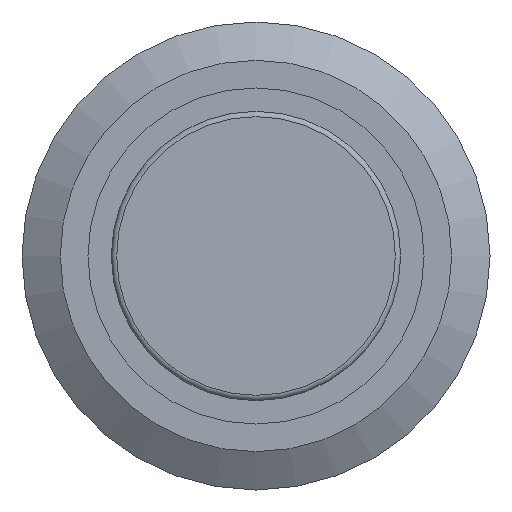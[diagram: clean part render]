
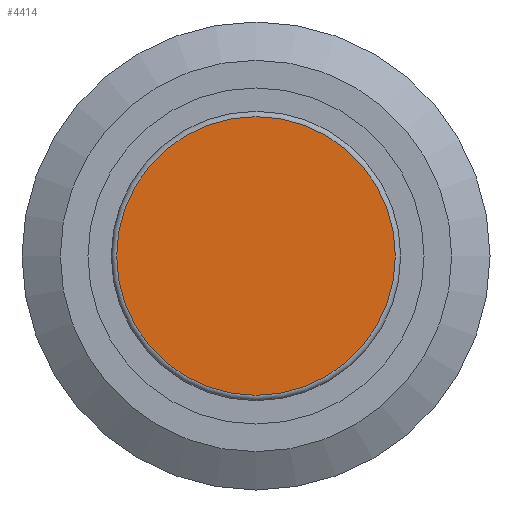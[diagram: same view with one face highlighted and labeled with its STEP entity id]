
A CAD part, left-side view. The second image highlights one B-rep face of the part: STEP entity #4414.
In plain terms, the highlighted planar face has unit normal (-1, 0, 0).
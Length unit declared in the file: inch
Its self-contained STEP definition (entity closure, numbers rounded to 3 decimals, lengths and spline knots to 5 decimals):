
#283=CIRCLE('',#4753,0.25787);
#519=FACE_OUTER_BOUND('',#788,.T.);
#788=EDGE_LOOP('',(#3990));
#2121=VERTEX_POINT('',#7489);
#2746=EDGE_CURVE('',#2121,#2121,#283,.T.);
#3990=ORIENTED_EDGE('',*,*,#2746,.F.);
#4185=PLANE('',#4752);
#4414=ADVANCED_FACE('',(#519),#4185,.F.);
#4752=AXIS2_PLACEMENT_3D('',#7488,#5839,#5840);
#4753=AXIS2_PLACEMENT_3D('',#7490,#5841,#5842);
#5839=DIRECTION('center_axis',(1.,0.,0.));
#5840=DIRECTION('ref_axis',(0.,0.,-1.));
#5841=DIRECTION('center_axis',(1.,0.,0.));
#5842=DIRECTION('ref_axis',(0.,0.,-1.));
#7488=CARTESIAN_POINT('Origin',(-0.14961,0.,0.));
#7489=CARTESIAN_POINT('',(-0.14961,0.,0.25787));
#7490=CARTESIAN_POINT('Origin',(-0.14961,0.,0.));
